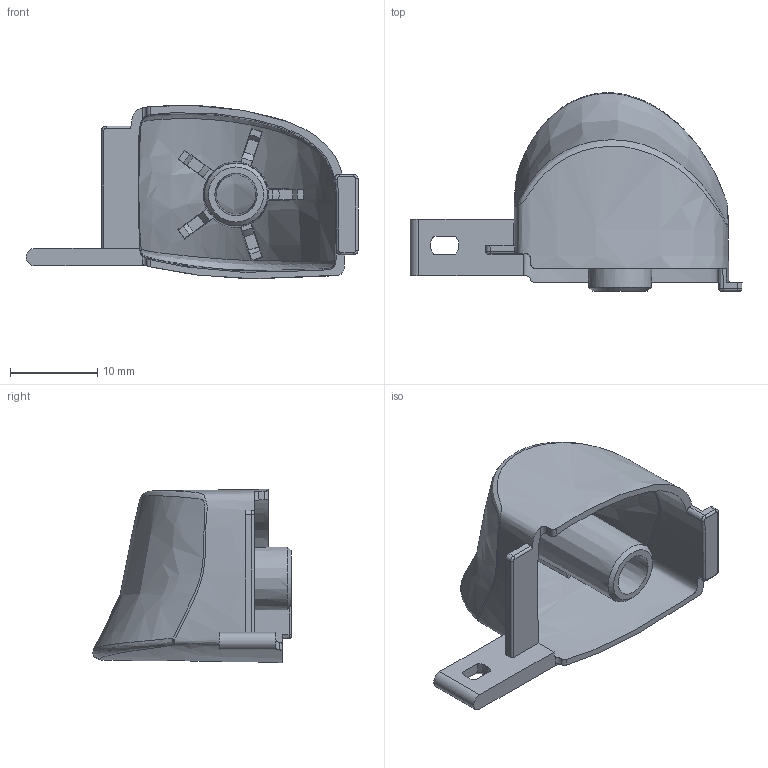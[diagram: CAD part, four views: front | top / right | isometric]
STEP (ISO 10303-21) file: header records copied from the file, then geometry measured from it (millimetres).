
FILE_DESCRIPTION(/* description */ (''),/* implementation_level */ '2;1');
FILE_NAME(/* name */ 'HHL Ergo Trigger L.step',/* time_stamp */ '2023-03-11T17:27:48-08:00',/* author */ (''),/* organization */ (''),/* preprocessor_version */ 'ST-DEVELOPER v19.2',/* originating_system */ 'Autodesk Translation Framework v11.17.0.187',/* authorisation */ '');
FILE_SCHEMA (('AUTOMOTIVE_DESIGN { 1 0 10303 214 3 1 1 }'));
Length unit declared in the file: millimetre
Products named in the file (1): Trigger L
Bounding box: 38.02 x 22.71 x 19.86 mm (x, y, z)
Volume: 2084.8 mm3; surface area: 4114.9 mm2
Topology: 1 solids, 1 shells, 113 faces, 358 edges, 239 vertices
Faces by surface type: plane 46, bspline 27, cone 27, cylinder 13
Entity records: 10684 total; most frequent: CARTESIAN_POINT 7991, ORIENTED_EDGE 698, DIRECTION 392, EDGE_CURVE 349, VERTEX_POINT 239, AXIS2_PLACEMENT_3D 157, B_SPLINE_CURVE_WITH_KNOTS 137, EDGE_LOOP 116
